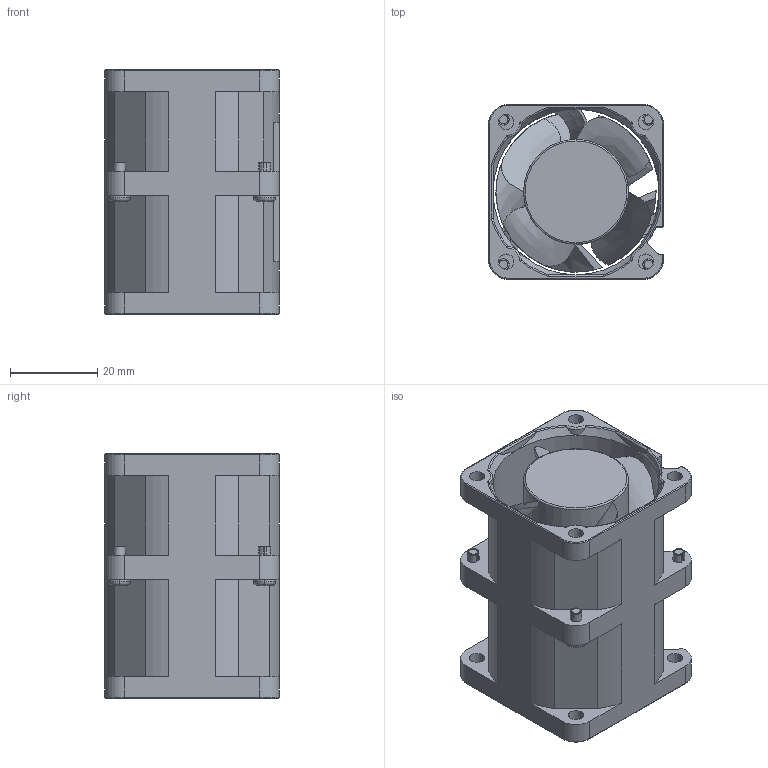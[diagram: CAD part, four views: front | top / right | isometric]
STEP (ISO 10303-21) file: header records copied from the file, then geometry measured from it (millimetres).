
FILE_DESCRIPTION (( 'STEP AP214' ), '1' );
FILE_NAME ('4056 Fan.STEP', '2023-08-28T18:59:42', ( '' ), ( '' ), 'SwSTEP 2.0', 'SolidWorks 2022', '' );
FILE_SCHEMA (( 'AUTOMOTIVE_DESIGN' ));
Length unit declared in the file: millimetre
Products named in the file (1): 4056 Fan
Bounding box: 40 x 40 x 56 mm (x, y, z)
Volume: 39009.8 mm3; surface area: 24766.4 mm2
Topology: 1 solids, 1 shells, 361 faces, 972 edges, 622 vertices
Faces by surface type: cylinder 119, plane 113, torus 51, cone 51, bspline 27
Entity records: 14409 total; most frequent: CARTESIAN_POINT 5576, ORIENTED_EDGE 1944, DIRECTION 1747, EDGE_CURVE 972, AXIS2_PLACEMENT_3D 715, VERTEX_POINT 622, EDGE_LOOP 392, CIRCLE 380
